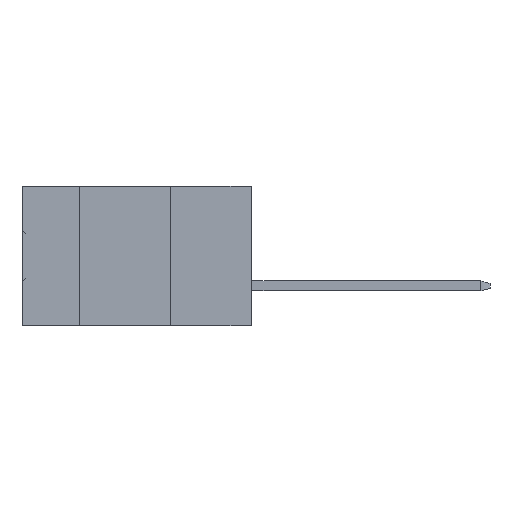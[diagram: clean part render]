
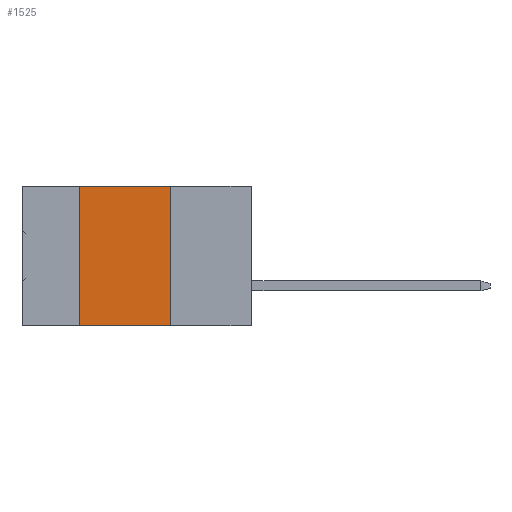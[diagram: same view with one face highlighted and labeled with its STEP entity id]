
A CAD part, left-side view. The second image highlights one B-rep face of the part: STEP entity #1525.
In plain terms, the highlighted planar face has unit normal (-1, 0, 0).
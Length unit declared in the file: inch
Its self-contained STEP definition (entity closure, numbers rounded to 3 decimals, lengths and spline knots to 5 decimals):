
#120 = VECTOR ( 'NONE', #16119, 39.37008 ) ;
#678 = VERTEX_POINT ( 'NONE', #22209 ) ;
#1525 = ADVANCED_FACE ( 'NONE', ( #15498 ), #22253, .F. ) ;
#2135 = CARTESIAN_POINT ( 'NONE',  ( 0., 0.72, -0.437 ) ) ;
#2319 = DIRECTION ( 'NONE',  ( 0., -1., 0. ) ) ;
#2619 = VECTOR ( 'NONE', #28659, 39.37008 ) ;
#3027 = ORIENTED_EDGE ( 'NONE', *, *, #7284, .F. ) ;
#5392 = AXIS2_PLACEMENT_3D ( 'NONE', #15659, #8592, #5924 ) ;
#5924 = DIRECTION ( 'NONE',  ( 0., 0., -1. ) ) ;
#7284 = EDGE_CURVE ( 'NONE', #678, #14830, #25375, .T. ) ;
#8592 = DIRECTION ( 'NONE',  ( 1., 0., 0. ) ) ;
#8688 = EDGE_CURVE ( 'NONE', #18256, #13354, #13934, .T. ) ;
#9538 = LINE ( 'NONE', #21638, #27943 ) ;
#11269 = CARTESIAN_POINT ( 'NONE',  ( 0., 0.54, -0.437 ) ) ;
#11548 = ORIENTED_EDGE ( 'NONE', *, *, #13366, .F. ) ;
#11589 = EDGE_LOOP ( 'NONE', ( #3027, #11548, #21546, #19544 ) ) ;
#13354 = VERTEX_POINT ( 'NONE', #14560 ) ;
#13366 = EDGE_CURVE ( 'NONE', #13354, #678, #9538, .T. ) ;
#13934 = LINE ( 'NONE', #11269, #120 ) ;
#14560 = CARTESIAN_POINT ( 'NONE',  ( 0., 0.54, 0. ) ) ;
#14830 = VERTEX_POINT ( 'NONE', #28902 ) ;
#15498 = FACE_OUTER_BOUND ( 'NONE', #11589, .T. ) ;
#15659 = CARTESIAN_POINT ( 'NONE',  ( 0., 0.72, 0. ) ) ;
#15801 = CARTESIAN_POINT ( 'NONE',  ( 0., 0.254, -0.437 ) ) ;
#16119 = DIRECTION ( 'NONE',  ( 0., 0., 1. ) ) ;
#17450 = VECTOR ( 'NONE', #20517, 39.37008 ) ;
#18256 = VERTEX_POINT ( 'NONE', #20240 ) ;
#19544 = ORIENTED_EDGE ( 'NONE', *, *, #21202, .T. ) ;
#20240 = CARTESIAN_POINT ( 'NONE',  ( 0., 0.54, -0.437 ) ) ;
#20517 = DIRECTION ( 'NONE',  ( 0., 0., -1. ) ) ;
#21202 = EDGE_CURVE ( 'NONE', #18256, #14830, #25856, .T. ) ;
#21546 = ORIENTED_EDGE ( 'NONE', *, *, #8688, .F. ) ;
#21638 = CARTESIAN_POINT ( 'NONE',  ( 0., 0.72, 0. ) ) ;
#22209 = CARTESIAN_POINT ( 'NONE',  ( 0., 0.254, 0. ) ) ;
#22253 = PLANE ( 'NONE',  #5392 ) ;
#25375 = LINE ( 'NONE', #15801, #17450 ) ;
#25856 = LINE ( 'NONE', #2135, #2619 ) ;
#27943 = VECTOR ( 'NONE', #2319, 39.37008 ) ;
#28659 = DIRECTION ( 'NONE',  ( 0., -1., 0. ) ) ;
#28902 = CARTESIAN_POINT ( 'NONE',  ( 0., 0.254, -0.437 ) ) ;
